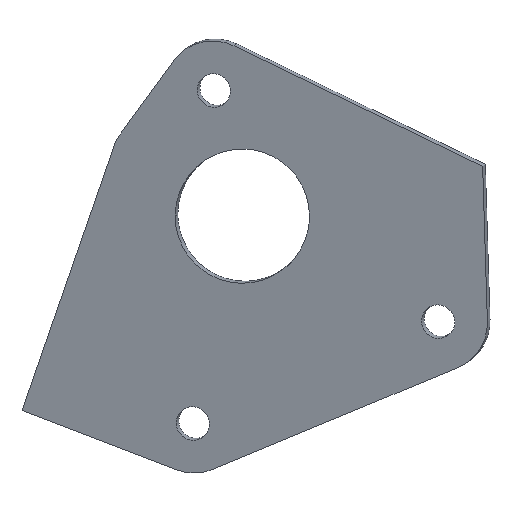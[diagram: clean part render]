
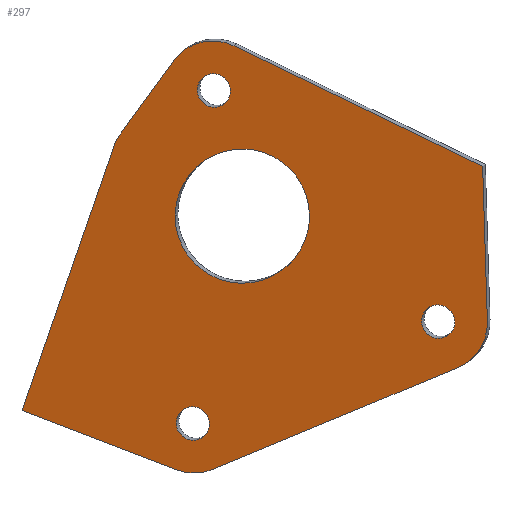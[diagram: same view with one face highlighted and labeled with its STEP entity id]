
A CAD part, top view. The second image highlights one B-rep face of the part: STEP entity #297.
In plain terms, the highlighted planar face has unit normal (-0.197, -0.151, 0.969).
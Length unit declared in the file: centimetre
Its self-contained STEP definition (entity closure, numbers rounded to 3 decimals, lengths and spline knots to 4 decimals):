
#28=B_SPLINE_CURVE_WITH_KNOTS('',3,(#488,#489,#490,#491,#492,#493,#494),
 .UNSPECIFIED.,.F.,.F.,(4,1,1,1,4),(0.,0.25,0.5,
0.75,1.),.UNSPECIFIED.);
#29=B_SPLINE_CURVE_WITH_KNOTS('',3,(#495,#496,#497,#498,#499,#500,#501),
 .UNSPECIFIED.,.F.,.F.,(4,1,1,1,4),(0.,0.25,0.5,0.75,
1.),.UNSPECIFIED.);
#34=FACE_BOUND('',#64,.T.);
#35=FACE_BOUND('',#65,.T.);
#36=FACE_BOUND('',#66,.T.);
#37=FACE_BOUND('',#67,.T.);
#43=FACE_OUTER_BOUND('',#63,.T.);
#63=EDGE_LOOP('',(#227,#228,#229,#230,#231,#232,#233,#234,#235));
#64=EDGE_LOOP('',(#236));
#65=EDGE_LOOP('',(#237));
#66=EDGE_LOOP('',(#238));
#67=EDGE_LOOP('',(#239,#240));
#90=CIRCLE('',#322,1.5);
#91=CIRCLE('',#323,1.5);
#92=CIRCLE('',#324,1.5);
#93=CIRCLE('',#325,0.5075);
#94=CIRCLE('',#326,0.5075);
#95=CIRCLE('',#327,0.5075);
#102=LINE('',#461,#125);
#105=LINE('',#468,#128);
#106=LINE('',#470,#129);
#107=LINE('',#472,#130);
#108=LINE('',#476,#131);
#109=LINE('',#479,#132);
#125=VECTOR('',#363,8.326);
#128=VECTOR('',#370,3.035);
#129=VECTOR('',#371,8.7658);
#130=VECTOR('',#372,4.9993);
#131=VECTOR('',#375,8.1972);
#132=VECTOR('',#378,4.7);
#156=VERTEX_POINT('',#459);
#157=VERTEX_POINT('',#460);
#158=VERTEX_POINT('',#465);
#159=VERTEX_POINT('',#467);
#160=VERTEX_POINT('',#469);
#161=VERTEX_POINT('',#471);
#162=VERTEX_POINT('',#473);
#163=VERTEX_POINT('',#475);
#164=VERTEX_POINT('',#477);
#165=VERTEX_POINT('',#480);
#166=VERTEX_POINT('',#482);
#167=VERTEX_POINT('',#484);
#168=VERTEX_POINT('',#486);
#169=VERTEX_POINT('',#487);
#184=EDGE_CURVE('',#156,#157,#102,.T.);
#187=EDGE_CURVE('',#158,#156,#90,.T.);
#188=EDGE_CURVE('',#159,#158,#105,.T.);
#189=EDGE_CURVE('',#160,#159,#106,.T.);
#190=EDGE_CURVE('',#161,#160,#107,.T.);
#191=EDGE_CURVE('',#162,#161,#91,.T.);
#192=EDGE_CURVE('',#163,#162,#108,.T.);
#193=EDGE_CURVE('',#164,#163,#92,.T.);
#194=EDGE_CURVE('',#157,#164,#109,.T.);
#195=EDGE_CURVE('',#165,#165,#93,.T.);
#196=EDGE_CURVE('',#166,#166,#94,.T.);
#197=EDGE_CURVE('',#167,#167,#95,.T.);
#198=EDGE_CURVE('',#168,#169,#28,.T.);
#199=EDGE_CURVE('',#169,#168,#29,.T.);
#227=ORIENTED_EDGE('',*,*,#184,.F.);
#228=ORIENTED_EDGE('',*,*,#187,.F.);
#229=ORIENTED_EDGE('',*,*,#188,.F.);
#230=ORIENTED_EDGE('',*,*,#189,.F.);
#231=ORIENTED_EDGE('',*,*,#190,.F.);
#232=ORIENTED_EDGE('',*,*,#191,.F.);
#233=ORIENTED_EDGE('',*,*,#192,.F.);
#234=ORIENTED_EDGE('',*,*,#193,.F.);
#235=ORIENTED_EDGE('',*,*,#194,.F.);
#236=ORIENTED_EDGE('',*,*,#195,.F.);
#237=ORIENTED_EDGE('',*,*,#196,.F.);
#238=ORIENTED_EDGE('',*,*,#197,.F.);
#239=ORIENTED_EDGE('',*,*,#198,.F.);
#240=ORIENTED_EDGE('',*,*,#199,.F.);
#289=PLANE('',#321);
#297=ADVANCED_FACE('',(#43,#34,#35,#36,#37),#289,.F.);
#321=AXIS2_PLACEMENT_3D('',#464,#366,#367);
#322=AXIS2_PLACEMENT_3D('',#466,#368,#369);
#323=AXIS2_PLACEMENT_3D('',#474,#373,#374);
#324=AXIS2_PLACEMENT_3D('',#478,#376,#377);
#325=AXIS2_PLACEMENT_3D('',#481,#379,#380);
#326=AXIS2_PLACEMENT_3D('',#483,#381,#382);
#327=AXIS2_PLACEMENT_3D('',#485,#383,#384);
#363=DIRECTION('',(0.894,-0.433,0.114));
#366=DIRECTION('center_axis',(0.197,0.151,-0.969));
#367=DIRECTION('ref_axis',(-0.98,0.03,-0.195));
#368=DIRECTION('center_axis',(0.197,0.151,-0.969));
#369=DIRECTION('ref_axis',(-0.797,0.6,-0.069));
#370=DIRECTION('',(0.571,0.785,0.238));
#371=DIRECTION('',(0.321,0.924,0.209));
#372=DIRECTION('',(-0.926,0.355,-0.133));
#373=DIRECTION('center_axis',(0.197,0.151,-0.969));
#374=DIRECTION('ref_axis',(0.396,-0.916,-0.062));
#375=DIRECTION('',(-0.897,-0.372,-0.24));
#376=DIRECTION('center_axis',(0.197,0.151,-0.969));
#377=DIRECTION('ref_axis',(0.98,0.,0.199));
#378=DIRECTION('',(0.03,-0.989,-0.148));
#379=DIRECTION('center_axis',(-0.197,-0.151,0.969));
#380=DIRECTION('ref_axis',(-0.98,0.03,-0.195));
#381=DIRECTION('center_axis',(-0.197,-0.151,0.969));
#382=DIRECTION('ref_axis',(-0.98,0.03,-0.195));
#383=DIRECTION('center_axis',(-0.197,-0.151,0.969));
#384=DIRECTION('ref_axis',(-0.98,0.03,-0.195));
#459=CARTESIAN_POINT('',(23.7525,57.0943,37.3425));
#460=CARTESIAN_POINT('',(31.196,53.4876,38.2955));
#461=CARTESIAN_POINT('',(23.7525,57.0943,37.3425));
#464=CARTESIAN_POINT('Origin',(-4.5109,-3.4491,22.1787));
#465=CARTESIAN_POINT('',(21.9538,56.662,36.9094));
#466=CARTESIAN_POINT('Origin',(23.1489,55.7614,37.0124));
#467=CARTESIAN_POINT('',(20.2198,54.2785,36.1861));
#468=CARTESIAN_POINT('',(20.2198,54.2785,36.1861));
#469=CARTESIAN_POINT('',(17.4044,46.1817,34.3543));
#470=CARTESIAN_POINT('',(17.4044,46.1817,34.3543));
#471=CARTESIAN_POINT('',(22.0312,44.409,35.0196));
#472=CARTESIAN_POINT('',(22.0312,44.409,35.0196));
#473=CARTESIAN_POINT('',(23.1117,44.419,35.241));
#474=CARTESIAN_POINT('Origin',(22.5171,45.793,35.3337));
#475=CARTESIAN_POINT('',(30.4619,47.4673,37.21));
#476=CARTESIAN_POINT('',(30.4619,47.4673,37.21));
#477=CARTESIAN_POINT('',(31.3372,48.8413,37.6017));
#478=CARTESIAN_POINT('Origin',(29.8673,48.8413,37.3027));
#479=CARTESIAN_POINT('',(31.196,53.4876,38.2955));
#480=CARTESIAN_POINT('',(22.0195,45.8083,35.2349));
#481=CARTESIAN_POINT('Origin',(22.5171,45.793,35.3337));
#482=CARTESIAN_POINT('',(22.6514,55.7767,36.9136));
#483=CARTESIAN_POINT('Origin',(23.1489,55.7614,37.0124));
#484=CARTESIAN_POINT('',(29.3697,48.8566,37.2039));
#485=CARTESIAN_POINT('Origin',(29.8673,48.8413,37.3027));
#486=CARTESIAN_POINT('',(21.99,52.,36.1918));
#487=CARTESIAN_POINT('',(26.01,52.,37.0094));
#488=CARTESIAN_POINT('Ctrl Pts',(21.99,52.,36.1918));
#489=CARTESIAN_POINT('Ctrl Pts',(21.9905,51.4739,36.11));
#490=CARTESIAN_POINT('Ctrl Pts',(22.4247,50.4255,36.0353));
#491=CARTESIAN_POINT('Ctrl Pts',(24.,49.7723,36.2541));
#492=CARTESIAN_POINT('Ctrl Pts',(25.5753,50.4255,36.6761));
#493=CARTESIAN_POINT('Ctrl Pts',(26.0095,51.4739,36.9275));
#494=CARTESIAN_POINT('Ctrl Pts',(26.01,52.,37.0094));
#495=CARTESIAN_POINT('Ctrl Pts',(26.01,52.,37.0094));
#496=CARTESIAN_POINT('Ctrl Pts',(26.0095,52.5261,37.0911));
#497=CARTESIAN_POINT('Ctrl Pts',(25.5753,53.5745,37.1658));
#498=CARTESIAN_POINT('Ctrl Pts',(24.,54.2277,36.947));
#499=CARTESIAN_POINT('Ctrl Pts',(22.4247,53.5745,36.525));
#500=CARTESIAN_POINT('Ctrl Pts',(21.9905,52.5261,36.2737));
#501=CARTESIAN_POINT('Ctrl Pts',(21.99,52.,36.1918));
